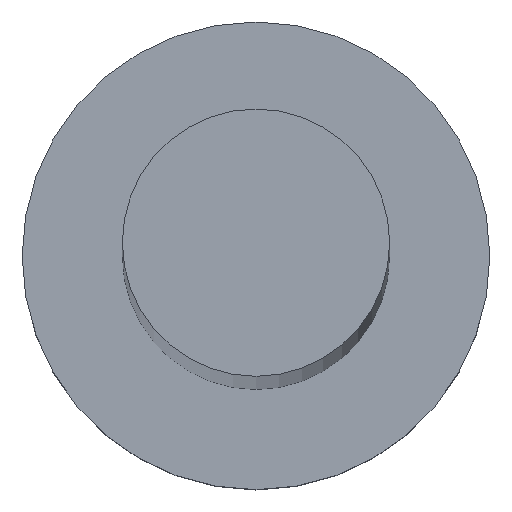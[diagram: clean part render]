
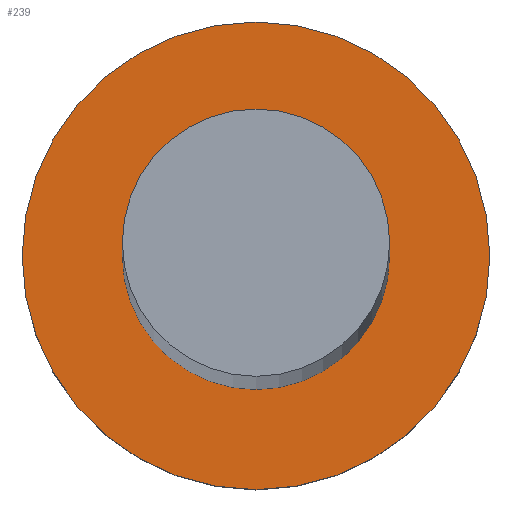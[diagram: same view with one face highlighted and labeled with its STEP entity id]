
A CAD part, top view. The second image highlights one B-rep face of the part: STEP entity #239.
In plain terms, the highlighted planar face has unit normal (0, 0, 1).
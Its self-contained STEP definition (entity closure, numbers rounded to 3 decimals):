
#2 = AXIS2_PLACEMENT_3D ( 'NONE', #251, #211, #135 ) ;
#13 = CIRCLE ( 'NONE', #123, 4. ) ;
#19 = EDGE_CURVE ( 'NONE', #191, #44, #214, .T. ) ;
#21 = FACE_BOUND ( 'NONE', #145, .T. ) ;
#26 = VERTEX_POINT ( 'NONE', #77 ) ;
#32 = ORIENTED_EDGE ( 'NONE', *, *, #170, .T. ) ;
#35 = PLANE ( 'NONE',  #231 ) ;
#36 = CARTESIAN_POINT ( 'NONE',  ( 0., 0., 5. ) ) ;
#43 = CIRCLE ( 'NONE', #2, 7. ) ;
#44 = VERTEX_POINT ( 'NONE', #46 ) ;
#46 = CARTESIAN_POINT ( 'NONE',  ( -7., 0., 5. ) ) ;
#47 = VERTEX_POINT ( 'NONE', #152 ) ;
#56 = CARTESIAN_POINT ( 'NONE',  ( 7., 0., 5. ) ) ;
#60 = DIRECTION ( 'NONE',  ( 0., 0., 1. ) ) ;
#63 = AXIS2_PLACEMENT_3D ( 'NONE', #204, #175, #244 ) ;
#75 = ORIENTED_EDGE ( 'NONE', *, *, #19, .T. ) ;
#77 = CARTESIAN_POINT ( 'NONE',  ( 4., 0., 5. ) ) ;
#80 = DIRECTION ( 'NONE',  ( 0., 0., 1. ) ) ;
#81 = DIRECTION ( 'NONE',  ( 1., 0., 0. ) ) ;
#99 = DIRECTION ( 'NONE',  ( 1., 0., 0. ) ) ;
#115 = DIRECTION ( 'NONE',  ( 1., 0., 0. ) ) ;
#123 = AXIS2_PLACEMENT_3D ( 'NONE', #249, #80, #81 ) ;
#126 = ORIENTED_EDGE ( 'NONE', *, *, #141, .F. ) ;
#135 = DIRECTION ( 'NONE',  ( 1., 0., 0. ) ) ;
#141 = EDGE_CURVE ( 'NONE', #47, #26, #13, .T. ) ;
#145 = EDGE_LOOP ( 'NONE', ( #126, #185 ) ) ;
#152 = CARTESIAN_POINT ( 'NONE',  ( -4., 0., 5. ) ) ;
#160 = CARTESIAN_POINT ( 'NONE',  ( 0., 0., 5. ) ) ;
#170 = EDGE_CURVE ( 'NONE', #44, #191, #43, .T. ) ;
#175 = DIRECTION ( 'NONE',  ( 0., 0., 1. ) ) ;
#177 = AXIS2_PLACEMENT_3D ( 'NONE', #160, #233, #99 ) ;
#179 = FACE_OUTER_BOUND ( 'NONE', #241, .T. ) ;
#185 = ORIENTED_EDGE ( 'NONE', *, *, #212, .F. ) ;
#191 = VERTEX_POINT ( 'NONE', #56 ) ;
#204 = CARTESIAN_POINT ( 'NONE',  ( 0., 0., 5. ) ) ;
#211 = DIRECTION ( 'NONE',  ( 0., 0., 1. ) ) ;
#212 = EDGE_CURVE ( 'NONE', #26, #47, #215, .T. ) ;
#214 = CIRCLE ( 'NONE', #63, 7. ) ;
#215 = CIRCLE ( 'NONE', #177, 4. ) ;
#231 = AXIS2_PLACEMENT_3D ( 'NONE', #36, #60, #115 ) ;
#233 = DIRECTION ( 'NONE',  ( 0., 0., 1. ) ) ;
#239 = ADVANCED_FACE ( 'NONE', ( #21, #179 ), #35, .T. ) ;
#241 = EDGE_LOOP ( 'NONE', ( #32, #75 ) ) ;
#244 = DIRECTION ( 'NONE',  ( 1., 0., 0. ) ) ;
#249 = CARTESIAN_POINT ( 'NONE',  ( 0., 0., 5. ) ) ;
#251 = CARTESIAN_POINT ( 'NONE',  ( 0., 0., 5. ) ) ;
